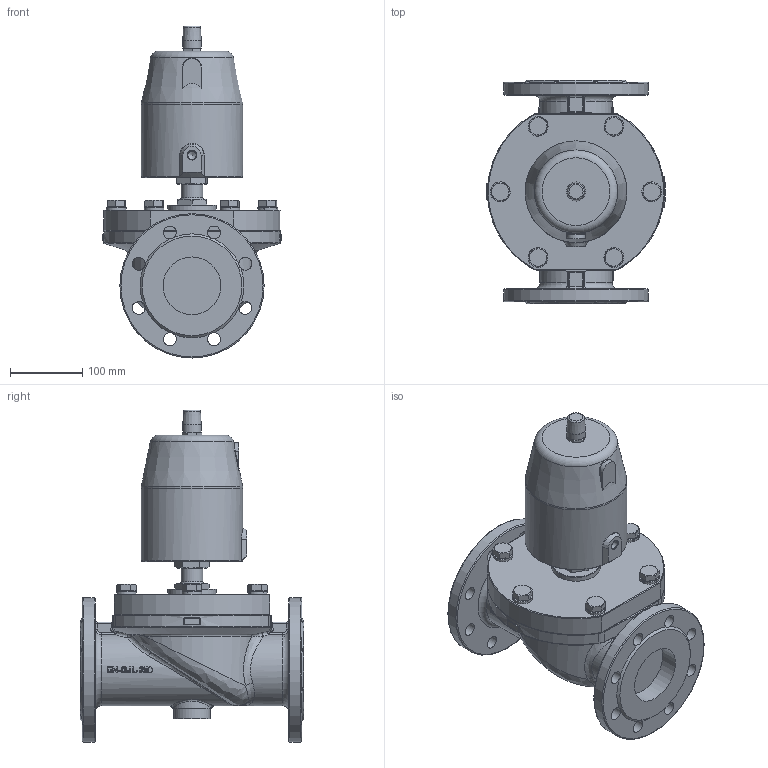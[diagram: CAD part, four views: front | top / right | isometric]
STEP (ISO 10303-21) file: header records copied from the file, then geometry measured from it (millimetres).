
FILE_DESCRIPTION(/* description */ (''),/* implementation_level */ '2;1');
FILE_NAME(/* name */ '022.001705_F2208-0404-7013.stp',/* time_stamp */ '2026-01-15T13:41:24+01:00',/* author */ ('CBeuthner'),/* organization */ (''),/* preprocessor_version */ 'ST-DEVELOPER v20',/* originating_system */ 'Autodesk Inventor 2024',/* authorisation */ '');
FILE_SCHEMA (('AUTOMOTIVE_DESIGN { 1 0 10303 214 3 1 1 }'));
Products named in the file (1): 88-006964
Bounding box: 248 x 310 x 460.1 mm (x, y, z)
Volume: 8791140 mm3; surface area: 458424 mm2
Topology: 1 solids, 1 shells, 720 faces, 1857 edges, 1179 vertices
Faces by surface type: plane 270, bspline 207, cylinder 139, cone 75, torus 23, sphere 6
Full cylindrical faces by diameter (mm): 11.445 x1, 16 x6, 18 x16, 22.49 x6, 26 x1, 30 x1, 50 x1, 67 x1, 80 x2, 141 x1, 200 x2
Entity records: 57167 total; most frequent: CARTESIAN_POINT 41268, ORIENTED_EDGE 3704, DIRECTION 2672, EDGE_CURVE 1852, VERTEX_POINT 1179, AXIS2_PLACEMENT_3D 1011, EDGE_LOOP 809, FACE_OUTER_BOUND 720
